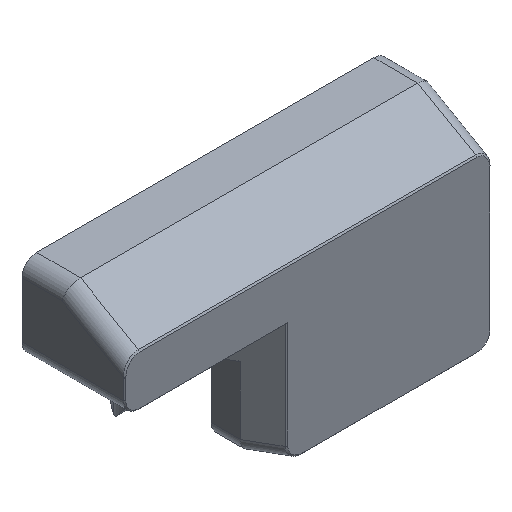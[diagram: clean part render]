
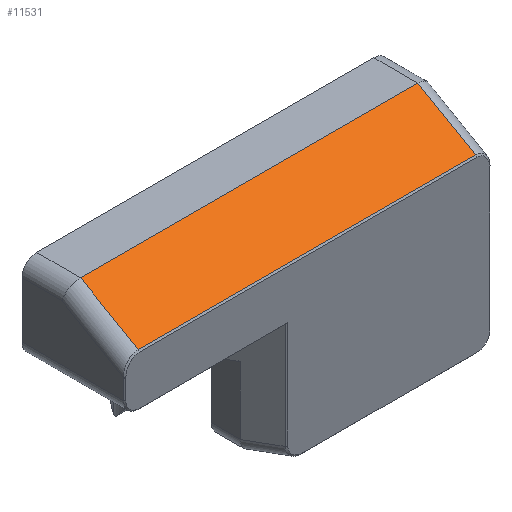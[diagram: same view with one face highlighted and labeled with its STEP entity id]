
A CAD part, isometric view. The second image highlights one B-rep face of the part: STEP entity #11531.
In plain terms, the highlighted planar face has unit normal (0, -0.5, 0.866).
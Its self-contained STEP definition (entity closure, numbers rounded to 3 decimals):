
#10945 = VERTEX_POINT('',#10946);
#10946 = CARTESIAN_POINT('',(116.,-21.254,
    17.653));
#10963 = CYLINDRICAL_SURFACE('',#10964,5.);
#10964 = AXIS2_PLACEMENT_3D('',#10965,#10966,#10967);
#10965 = CARTESIAN_POINT('',(116.,-20.693,
    12.203));
#10966 = DIRECTION('',(0.,0.866,0.5));
#10967 = DIRECTION('',(0.707,-0.354,0.612));
#11012 = PLANE('',#11013);
#11013 = AXIS2_PLACEMENT_3D('',#11014,#11015,#11016);
#11014 = CARTESIAN_POINT('',(33.115,-21.427,
    17.353));
#11015 = DIRECTION('',(0.,-0.866,0.5));
#11016 = DIRECTION('',(0.,-0.5,-0.866));
#11055 = EDGE_CURVE('',#10945,#11056,#11058,.T.);
#11056 = VERTEX_POINT('',#11057);
#11057 = CARTESIAN_POINT('',(1.,-21.254,
    17.653));
#11058 = SURFACE_CURVE('',#11059,(#11063,#11070),.PCURVE_S1.);
#11059 = LINE('',#11060,#11061);
#11060 = CARTESIAN_POINT('',(33.115,-21.254,
    17.653));
#11061 = VECTOR('',#11062,1.);
#11062 = DIRECTION('',(-1.,0.,0.));
#11063 = PCURVE('',#11012,#11064);
#11064 = DEFINITIONAL_REPRESENTATION('',(#11065),#11069);
#11065 = LINE('',#11066,#11067);
#11066 = CARTESIAN_POINT('',(-0.346,0.));
#11067 = VECTOR('',#11068,1.);
#11068 = DIRECTION('',(0.,-1.));
#11069 = ( GEOMETRIC_REPRESENTATION_CONTEXT(2) 
PARAMETRIC_REPRESENTATION_CONTEXT() REPRESENTATION_CONTEXT('2D SPACE',''
  ) );
#11070 = PCURVE('',#11071,#11076);
#11071 = PLANE('',#11072);
#11072 = AXIS2_PLACEMENT_3D('',#11073,#11074,#11075);
#11073 = CARTESIAN_POINT('',(20.743,-11.6,
    23.226));
#11074 = DIRECTION('',(0.,-0.5,0.866));
#11075 = DIRECTION('',(1.,0.,0.));
#11076 = DEFINITIONAL_REPRESENTATION('',(#11077),#11081);
#11077 = LINE('',#11078,#11079);
#11078 = CARTESIAN_POINT('',(12.372,-11.147));
#11079 = VECTOR('',#11080,1.);
#11080 = DIRECTION('',(-1.,0.));
#11081 = ( GEOMETRIC_REPRESENTATION_CONTEXT(2) 
PARAMETRIC_REPRESENTATION_CONTEXT() REPRESENTATION_CONTEXT('2D SPACE',''
  ) );
#11222 = CYLINDRICAL_SURFACE('',#11223,5.);
#11223 = AXIS2_PLACEMENT_3D('',#11224,#11225,#11226);
#11224 = CARTESIAN_POINT('',(1.,-17.879,
    13.828));
#11225 = DIRECTION('',(0.,-0.866,-0.5));
#11226 = DIRECTION('',(-0.707,-0.354,0.612));
#11442 = EDGE_CURVE('',#11056,#11443,#11445,.T.);
#11443 = VERTEX_POINT('',#11444);
#11444 = CARTESIAN_POINT('',(1.,-1.6,29.));
#11445 = SURFACE_CURVE('',#11446,(#11450,#11457),.PCURVE_S1.);
#11446 = LINE('',#11447,#11448);
#11447 = CARTESIAN_POINT('',(1.,-20.379,
    18.158));
#11448 = VECTOR('',#11449,1.);
#11449 = DIRECTION('',(0.,0.866,0.5));
#11450 = PCURVE('',#11222,#11451);
#11451 = DEFINITIONAL_REPRESENTATION('',(#11452),#11456);
#11452 = LINE('',#11453,#11454);
#11453 = CARTESIAN_POINT('',(-0.785,0.));
#11454 = VECTOR('',#11455,1.);
#11455 = DIRECTION('',(0.,-1.));
#11456 = ( GEOMETRIC_REPRESENTATION_CONTEXT(2) 
PARAMETRIC_REPRESENTATION_CONTEXT() REPRESENTATION_CONTEXT('2D SPACE',''
  ) );
#11457 = PCURVE('',#11071,#11458);
#11458 = DEFINITIONAL_REPRESENTATION('',(#11459),#11463);
#11459 = LINE('',#11460,#11461);
#11460 = CARTESIAN_POINT('',(-19.743,-10.137));
#11461 = VECTOR('',#11462,1.);
#11462 = DIRECTION('',(0.,1.));
#11463 = ( GEOMETRIC_REPRESENTATION_CONTEXT(2) 
PARAMETRIC_REPRESENTATION_CONTEXT() REPRESENTATION_CONTEXT('2D SPACE',''
  ) );
#11531 = ADVANCED_FACE('',(#11532),#11071,.T.);
#11532 = FACE_BOUND('',#11533,.T.);
#11533 = EDGE_LOOP('',(#11534,#11535,#11558,#11584));
#11534 = ORIENTED_EDGE('',*,*,#11055,.F.);
#11535 = ORIENTED_EDGE('',*,*,#11536,.F.);
#11536 = EDGE_CURVE('',#11537,#10945,#11539,.T.);
#11537 = VERTEX_POINT('',#11538);
#11538 = CARTESIAN_POINT('',(116.,-1.6,29.));
#11539 = SURFACE_CURVE('',#11540,(#11544,#11551),.PCURVE_S1.);
#11540 = LINE('',#11541,#11542);
#11541 = CARTESIAN_POINT('',(116.,-23.193,
    16.533));
#11542 = VECTOR('',#11543,1.);
#11543 = DIRECTION('',(0.,-0.866,-0.5));
#11544 = PCURVE('',#11071,#11545);
#11545 = DEFINITIONAL_REPRESENTATION('',(#11546),#11550);
#11546 = LINE('',#11547,#11548);
#11547 = CARTESIAN_POINT('',(95.257,-13.387));
#11548 = VECTOR('',#11549,1.);
#11549 = DIRECTION('',(0.,-1.));
#11550 = ( GEOMETRIC_REPRESENTATION_CONTEXT(2) 
PARAMETRIC_REPRESENTATION_CONTEXT() REPRESENTATION_CONTEXT('2D SPACE',''
  ) );
#11551 = PCURVE('',#10963,#11552);
#11552 = DEFINITIONAL_REPRESENTATION('',(#11553),#11557);
#11553 = LINE('',#11554,#11555);
#11554 = CARTESIAN_POINT('',(-0.785,0.));
#11555 = VECTOR('',#11556,1.);
#11556 = DIRECTION('',(0.,-1.));
#11557 = ( GEOMETRIC_REPRESENTATION_CONTEXT(2) 
PARAMETRIC_REPRESENTATION_CONTEXT() REPRESENTATION_CONTEXT('2D SPACE',''
  ) );
#11558 = ORIENTED_EDGE('',*,*,#11559,.T.);
#11559 = EDGE_CURVE('',#11537,#11443,#11560,.T.);
#11560 = SURFACE_CURVE('',#11561,(#11565,#11572),.PCURVE_S1.);
#11561 = LINE('',#11562,#11563);
#11562 = CARTESIAN_POINT('',(20.743,-1.6,29.));
#11563 = VECTOR('',#11564,1.);
#11564 = DIRECTION('',(-1.,0.,0.));
#11565 = PCURVE('',#11071,#11566);
#11566 = DEFINITIONAL_REPRESENTATION('',(#11567),#11571);
#11567 = LINE('',#11568,#11569);
#11568 = CARTESIAN_POINT('',(0.,11.547));
#11569 = VECTOR('',#11570,1.);
#11570 = DIRECTION('',(-1.,0.));
#11571 = ( GEOMETRIC_REPRESENTATION_CONTEXT(2) 
PARAMETRIC_REPRESENTATION_CONTEXT() REPRESENTATION_CONTEXT('2D SPACE',''
  ) );
#11572 = PCURVE('',#11573,#11578);
#11573 = PLANE('',#11574);
#11574 = AXIS2_PLACEMENT_3D('',#11575,#11576,#11577);
#11575 = CARTESIAN_POINT('',(-4.,-21.6,29.));
#11576 = DIRECTION('',(0.,0.,1.));
#11577 = DIRECTION('',(1.,0.,0.));
#11578 = DEFINITIONAL_REPRESENTATION('',(#11579),#11583);
#11579 = LINE('',#11580,#11581);
#11580 = CARTESIAN_POINT('',(24.743,20.));
#11581 = VECTOR('',#11582,1.);
#11582 = DIRECTION('',(-1.,0.));
#11583 = ( GEOMETRIC_REPRESENTATION_CONTEXT(2) 
PARAMETRIC_REPRESENTATION_CONTEXT() REPRESENTATION_CONTEXT('2D SPACE',''
  ) );
#11584 = ORIENTED_EDGE('',*,*,#11442,.F.);
